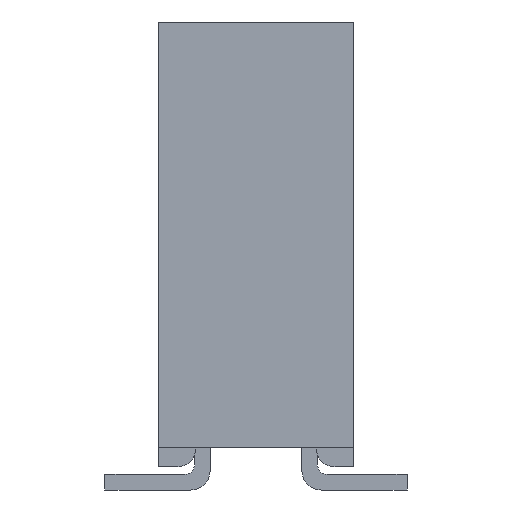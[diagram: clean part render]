
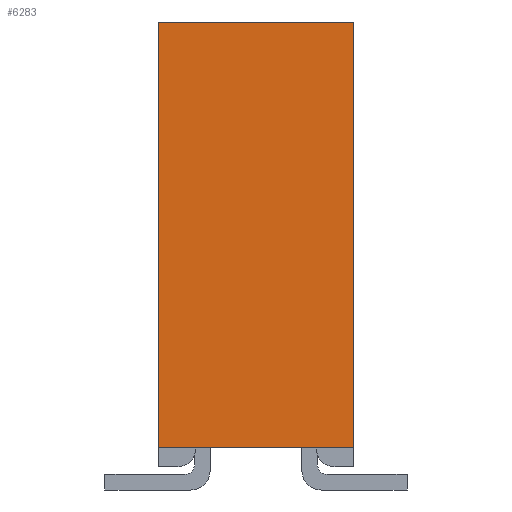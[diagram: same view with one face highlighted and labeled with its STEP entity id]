
A CAD part, left-side view. The second image highlights one B-rep face of the part: STEP entity #6283.
In plain terms, the highlighted planar face has unit normal (-1, 0, 0).
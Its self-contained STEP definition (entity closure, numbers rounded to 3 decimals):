
#6283 = ADVANCED_FACE('',(#6284),#6318,.F.);
#6284 = FACE_BOUND('',#6285,.T.);
#6285 = EDGE_LOOP('',(#6286,#6296,#6304,#6312));
#6286 = ORIENTED_EDGE('',*,*,#6287,.T.);
#6287 = EDGE_CURVE('',#6288,#6290,#6292,.T.);
#6288 = VERTEX_POINT('',#6289);
#6289 = CARTESIAN_POINT('',(-19.812,5.791,-1.27));
#6290 = VERTEX_POINT('',#6291);
#6291 = CARTESIAN_POINT('',(-19.812,0.254,-1.27));
#6292 = LINE('',#6293,#6294);
#6293 = CARTESIAN_POINT('',(-19.812,5.791,-1.27));
#6294 = VECTOR('',#6295,1.);
#6295 = DIRECTION('',(0.,-1.,0.));
#6296 = ORIENTED_EDGE('',*,*,#6297,.T.);
#6297 = EDGE_CURVE('',#6290,#6298,#6300,.T.);
#6298 = VERTEX_POINT('',#6299);
#6299 = CARTESIAN_POINT('',(-19.812,0.254,1.27));
#6300 = LINE('',#6301,#6302);
#6301 = CARTESIAN_POINT('',(-19.812,0.254,-0.787));
#6302 = VECTOR('',#6303,1.);
#6303 = DIRECTION('',(0.,0.,1.));
#6304 = ORIENTED_EDGE('',*,*,#6305,.F.);
#6305 = EDGE_CURVE('',#6306,#6298,#6308,.T.);
#6306 = VERTEX_POINT('',#6307);
#6307 = CARTESIAN_POINT('',(-19.812,5.791,1.27));
#6308 = LINE('',#6309,#6310);
#6309 = CARTESIAN_POINT('',(-19.812,5.791,1.27));
#6310 = VECTOR('',#6311,1.);
#6311 = DIRECTION('',(0.,-1.,0.));
#6312 = ORIENTED_EDGE('',*,*,#6313,.F.);
#6313 = EDGE_CURVE('',#6288,#6306,#6314,.T.);
#6314 = LINE('',#6315,#6316);
#6315 = CARTESIAN_POINT('',(-19.812,5.791,-1.27));
#6316 = VECTOR('',#6317,1.);
#6317 = DIRECTION('',(0.,0.,1.));
#6318 = PLANE('',#6319);
#6319 = AXIS2_PLACEMENT_3D('',#6320,#6321,#6322);
#6320 = CARTESIAN_POINT('',(-19.812,5.791,-1.27));
#6321 = DIRECTION('',(1.,0.,0.));
#6322 = DIRECTION('',(0.,0.,-1.));
